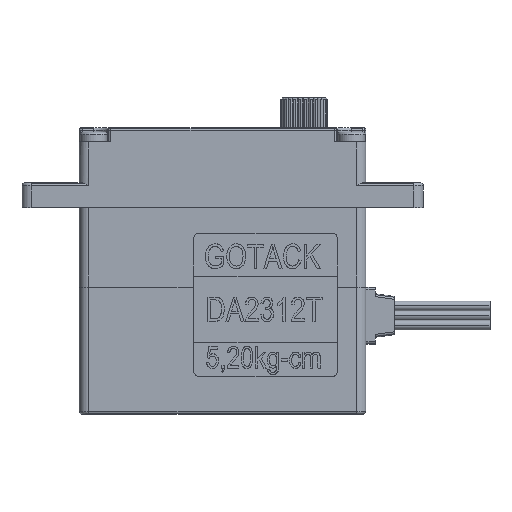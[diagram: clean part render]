
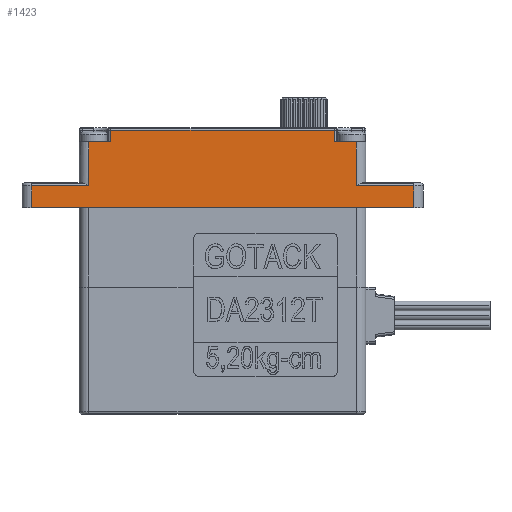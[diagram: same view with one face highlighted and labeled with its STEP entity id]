
A CAD part, front view. The second image highlights one B-rep face of the part: STEP entity #1423.
In plain terms, the highlighted planar face has unit normal (0, -1, 0).
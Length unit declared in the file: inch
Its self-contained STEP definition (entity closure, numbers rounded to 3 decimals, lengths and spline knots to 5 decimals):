
#1423=ADVANCED_FACE('',(#3939),#3940,.T.);
#3939=FACE_OUTER_BOUND('',#7634,.T.);
#3940=PLANE('',#7635);
#7634=EDGE_LOOP('',(#12226,#12227,#12228,#12229,#12230,#12231,#12232,#12233,#12234,#12235,#12236,#12237));
#7635=AXIS2_PLACEMENT_3D('',#12238,#12239,#12240);
#12226=ORIENTED_EDGE('',*,*,#24239,.F.);
#12227=ORIENTED_EDGE('',*,*,#24429,.T.);
#12228=ORIENTED_EDGE('',*,*,#24430,.T.);
#12229=ORIENTED_EDGE('',*,*,#24431,.F.);
#12230=ORIENTED_EDGE('',*,*,#24131,.F.);
#12231=ORIENTED_EDGE('',*,*,#24432,.F.);
#12232=ORIENTED_EDGE('',*,*,#24433,.F.);
#12233=ORIENTED_EDGE('',*,*,#24141,.F.);
#12234=ORIENTED_EDGE('',*,*,#24178,.F.);
#12235=ORIENTED_EDGE('',*,*,#24434,.F.);
#12236=ORIENTED_EDGE('',*,*,#24435,.F.);
#12237=ORIENTED_EDGE('',*,*,#24436,.T.);
#12238=CARTESIAN_POINT('',(-4.61696,-1.71074,0.30118));
#12239=DIRECTION('',(0.0,-1.0,-0.0));
#12240=DIRECTION('',(-1.0,0.0,-0.0));
#24131=EDGE_CURVE('',#28567,#28569,#28570,.T.);
#24141=EDGE_CURVE('',#28585,#28587,#28588,.T.);
#24178=EDGE_CURVE('',#28647,#28585,#28649,.T.);
#24239=EDGE_CURVE('',#28742,#28744,#28745,.T.);
#24429=EDGE_CURVE('',#28742,#29000,#29001,.T.);
#24430=EDGE_CURVE('',#29000,#29002,#29003,.T.);
#24431=EDGE_CURVE('',#28569,#29002,#29004,.T.);
#24432=EDGE_CURVE('',#29005,#28567,#29006,.T.);
#24433=EDGE_CURVE('',#28587,#29005,#29007,.T.);
#24434=EDGE_CURVE('',#29008,#28647,#29009,.T.);
#24435=EDGE_CURVE('',#29010,#29008,#29011,.T.);
#24436=EDGE_CURVE('',#29010,#28744,#29012,.T.);
#28567=VERTEX_POINT('',#35116);
#28569=VERTEX_POINT('',#35124);
#28570=LINE('',#35125,#35126);
#28585=VERTEX_POINT('',#35144);
#28587=VERTEX_POINT('',#35146);
#28588=LINE('',#35147,#35148);
#28647=VERTEX_POINT('',#35218);
#28649=LINE('',#35220,#35221);
#28742=VERTEX_POINT('',#35336);
#28744=VERTEX_POINT('',#35338);
#28745=LINE('',#35339,#35340);
#29000=VERTEX_POINT('',#35670);
#29001=LINE('',#35671,#35672);
#29002=VERTEX_POINT('',#35673);
#29003=LINE('',#35674,#35675);
#29004=LINE('',#35676,#35677);
#29005=VERTEX_POINT('',#35678);
#29006=LINE('',#35679,#35680);
#29007=LINE('',#35681,#35682);
#29008=VERTEX_POINT('',#35683);
#29009=LINE('',#35684,#35685);
#29010=VERTEX_POINT('',#35686);
#29011=LINE('',#35687,#35688);
#29012=LINE('',#35689,#35690);
#35116=CARTESIAN_POINT('',(-4.06578,-1.71074,0.28937));
#35124=CARTESIAN_POINT('',(-3.82956,-1.71074,0.28937));
#35125=CARTESIAN_POINT('',(-4.61696,-1.71074,0.28937));
#35126=VECTOR('',#48141,1.0);
#35144=CARTESIAN_POINT('',(-4.15633,-1.71074,0.51772));
#35146=CARTESIAN_POINT('',(-4.15633,-1.71074,0.47047));
#35147=CARTESIAN_POINT('',(-4.15633,-1.71074,0.41535));
#35148=VECTOR('',#48157,1.0);
#35218=CARTESIAN_POINT('',(-5.07759,-1.71074,0.51772));
#35220=CARTESIAN_POINT('',(-4.61696,-1.71074,0.51772));
#35221=VECTOR('',#48220,1.0);
#35336=CARTESIAN_POINT('',(-5.40436,-1.71074,0.28937));
#35338=CARTESIAN_POINT('',(-5.16814,-1.71074,0.28937));
#35339=CARTESIAN_POINT('',(-4.61696,-1.71074,0.28937));
#35340=VECTOR('',#48318,1.0);
#35670=CARTESIAN_POINT('',(-5.40436,-1.71074,0.19882));
#35671=CARTESIAN_POINT('',(-5.40436,-1.71074,0.30118));
#35672=VECTOR('',#48583,1.0);
#35673=CARTESIAN_POINT('',(-3.82956,-1.71074,0.19882));
#35674=CARTESIAN_POINT('',(-5.40436,-1.71074,0.19882));
#35675=VECTOR('',#48584,1.0);
#35676=CARTESIAN_POINT('',(-3.82956,-1.71074,0.30118));
#35677=VECTOR('',#48585,1.0);
#35678=CARTESIAN_POINT('',(-4.06578,-1.71074,0.47047));
#35679=CARTESIAN_POINT('',(-4.06578,-1.71074,0.47047));
#35680=VECTOR('',#48586,1.0);
#35681=CARTESIAN_POINT('',(-5.16814,-1.71074,0.47047));
#35682=VECTOR('',#48587,1.0);
#35683=CARTESIAN_POINT('',(-5.07759,-1.71074,0.47047));
#35684=CARTESIAN_POINT('',(-5.07759,-1.71074,0.41535));
#35685=VECTOR('',#48588,1.0);
#35686=CARTESIAN_POINT('',(-5.16814,-1.71074,0.47047));
#35687=CARTESIAN_POINT('',(-4.61696,-1.71074,0.47047));
#35688=VECTOR('',#48589,1.0);
#35689=CARTESIAN_POINT('',(-5.16814,-1.71074,0.47047));
#35690=VECTOR('',#48590,1.0);
#48141=DIRECTION('',(1.0,0.0,0.0));
#48157=DIRECTION('',(0.0,0.0,-1.0));
#48220=DIRECTION('',(1.0,0.0,0.0));
#48318=DIRECTION('',(1.0,0.0,0.0));
#48583=DIRECTION('',(0.0,0.0,-1.0));
#48584=DIRECTION('',(1.0,0.0,0.0));
#48585=DIRECTION('',(0.0,0.0,-1.0));
#48586=DIRECTION('',(0.0,0.0,-1.0));
#48587=DIRECTION('',(1.0,0.0,0.0));
#48588=DIRECTION('',(0.0,0.0,1.0));
#48589=DIRECTION('',(1.0,0.0,0.0));
#48590=DIRECTION('',(0.0,0.0,-1.0));
